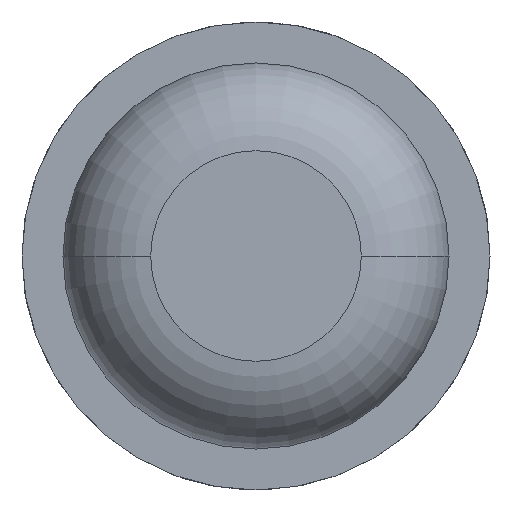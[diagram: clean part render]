
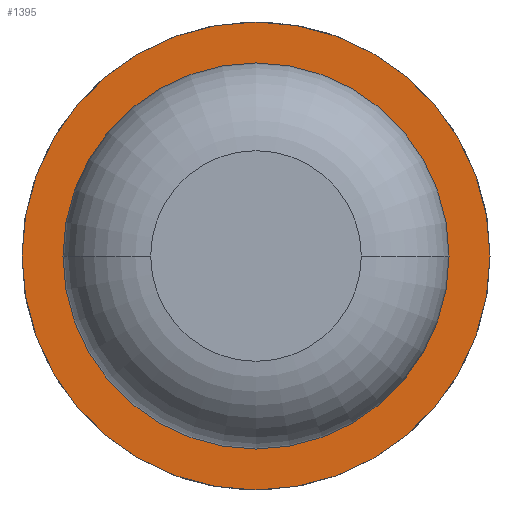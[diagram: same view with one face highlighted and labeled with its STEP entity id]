
A CAD part, front view. The second image highlights one B-rep face of the part: STEP entity #1395.
In plain terms, the highlighted planar face has unit normal (0, -1, 0).
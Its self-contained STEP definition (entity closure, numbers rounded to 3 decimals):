
#105 = CARTESIAN_POINT ( 'NONE',  ( -0.825, -7., 0. ) ) ;
#236 = CIRCLE ( 'NONE', #2545, 1. ) ;
#252 = DIRECTION ( 'NONE',  ( -1., 0., 0. ) ) ;
#394 = AXIS2_PLACEMENT_3D ( 'NONE', #1964, #3019, #2372 ) ;
#415 = EDGE_LOOP ( 'NONE', ( #2861, #3199 ) ) ;
#589 = EDGE_CURVE ( 'Defeature ausgef�hrt1_5+Defeature ausgef�hrt1_0+Defeature ausgef�hrt1_0+Defeature ausgef�hrt1_0', #2377, #1438, #4274, .T. ) ;
#598 = AXIS2_PLACEMENT_3D ( 'NONE', #3303, #4031, #252 ) ;
#674 = VERTEX_POINT ( 'NONE', #4165 ) ;
#993 = ORIENTED_EDGE ( 'NONE', *, *, #589, .T. ) ;
#1082 = DIRECTION ( 'NONE',  ( -1., 0., 0. ) ) ;
#1328 = EDGE_LOOP ( 'NONE', ( #993, #3921 ) ) ;
#1395 = ADVANCED_FACE ( 'Defeature ausgef�hrt1_5', ( #2638, #1987 ), #4007, .F. ) ;
#1438 = VERTEX_POINT ( 'NONE', #3546 ) ;
#1771 = DIRECTION ( 'NONE',  ( 0., 1., 0. ) ) ;
#1872 = EDGE_CURVE ( 'Defeature ausgef�hrt1_5+Defeature ausgef�hrt1_0+Defeature ausgef�hrt1_0+Defeature ausgef�hrt1_0', #1438, #2377, #2584, .T. ) ;
#1876 = AXIS2_PLACEMENT_3D ( 'NONE', #3799, #1771, #1082 ) ;
#1964 = CARTESIAN_POINT ( 'NONE',  ( 0.825, -7., 0. ) ) ;
#1987 = FACE_BOUND ( 'NONE', #1328, .T. ) ;
#2078 = CARTESIAN_POINT ( 'NONE',  ( 0., -7., 0. ) ) ;
#2372 = DIRECTION ( 'NONE',  ( -1., 0., 0. ) ) ;
#2377 = VERTEX_POINT ( 'NONE', #105 ) ;
#2545 = AXIS2_PLACEMENT_3D ( 'NONE', #2078, #4442, #3860 ) ;
#2584 = CIRCLE ( 'NONE', #3995, 0.825 ) ;
#2638 = FACE_OUTER_BOUND ( 'NONE', #415, .T. ) ;
#2673 = EDGE_CURVE ( 'Defeature ausgef�hrt1_6+Defeature ausgef�hrt1_5+Defeature ausgef�hrt1_5+Defeature ausgef�hrt1_5', #3558, #674, #3739, .T. ) ;
#2858 = DIRECTION ( 'NONE',  ( 0., 1., 0. ) ) ;
#2861 = ORIENTED_EDGE ( 'NONE', *, *, #2673, .F. ) ;
#2984 = EDGE_CURVE ( 'Defeature ausgef�hrt1_6+Defeature ausgef�hrt1_5+Defeature ausgef�hrt1_5+Defeature ausgef�hrt1_5', #674, #3558, #236, .T. ) ;
#3019 = DIRECTION ( 'NONE',  ( 0., 1., 0. ) ) ;
#3199 = ORIENTED_EDGE ( 'NONE', *, *, #2984, .F. ) ;
#3303 = CARTESIAN_POINT ( 'NONE',  ( 0., -7., 0. ) ) ;
#3546 = CARTESIAN_POINT ( 'NONE',  ( 0.825, -7., 0. ) ) ;
#3558 = VERTEX_POINT ( 'NONE', #3824 ) ;
#3739 = CIRCLE ( 'NONE', #598, 1. ) ;
#3799 = CARTESIAN_POINT ( 'NONE',  ( 0., -7., 0. ) ) ;
#3824 = CARTESIAN_POINT ( 'NONE',  ( -1., -7., 0. ) ) ;
#3846 = CARTESIAN_POINT ( 'NONE',  ( 0., -7., 0. ) ) ;
#3860 = DIRECTION ( 'NONE',  ( -1., 0., 0. ) ) ;
#3904 = DIRECTION ( 'NONE',  ( -1., 0., 0. ) ) ;
#3921 = ORIENTED_EDGE ( 'NONE', *, *, #1872, .T. ) ;
#3995 = AXIS2_PLACEMENT_3D ( 'NONE', #3846, #2858, #3904 ) ;
#4007 = PLANE ( 'NONE',  #394 ) ;
#4031 = DIRECTION ( 'NONE',  ( 0., 1., 0. ) ) ;
#4165 = CARTESIAN_POINT ( 'NONE',  ( 1., -7., 0. ) ) ;
#4274 = CIRCLE ( 'NONE', #1876, 0.825 ) ;
#4442 = DIRECTION ( 'NONE',  ( 0., 1., 0. ) ) ;
